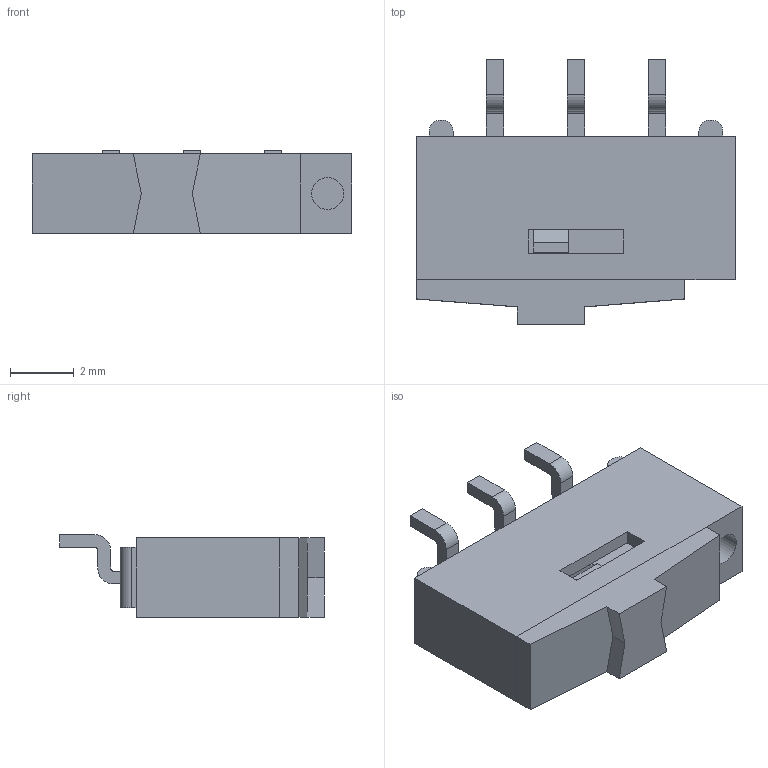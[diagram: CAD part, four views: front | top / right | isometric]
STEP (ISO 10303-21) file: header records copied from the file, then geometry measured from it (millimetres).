
FILE_DESCRIPTION(/* description */ (''),/* implementation_level */ '2;1');
FILE_NAME(/* name */ 'EGJ1210AAG2.stp',/* time_stamp */ '2024-06-14T09:19:22-05:00',/* author */ ('jsteinblock'),/* organization */ (''),/* preprocessor_version */ 'ST-DEVELOPER v18.1',/* originating_system */ 'Autodesk Inventor 2022',/* authorisation */ '');
FILE_SCHEMA (('AUTOMOTIVE_DESIGN { 1 0 10303 214 3 1 1 }'));
Length unit declared in the file: inch
Products named in the file (1): EGJ1210AAG2
Bounding box: 10 x 8.3 x 2.6 mm (x, y, z)
Volume: 97.8 mm3; surface area: 328.3 mm2
Topology: 1 solids, 1 shells, 107 faces, 275 edges, 182 vertices
Faces by surface type: plane 90, cylinder 17
Full cylindrical faces by diameter (mm): 1 x1
Entity records: 3258 total; most frequent: CARTESIAN_POINT 565, ORIENTED_EDGE 550, DIRECTION 525, EDGE_CURVE 275, LINE 241, VECTOR 241, VERTEX_POINT 182, AXIS2_PLACEMENT_3D 142
